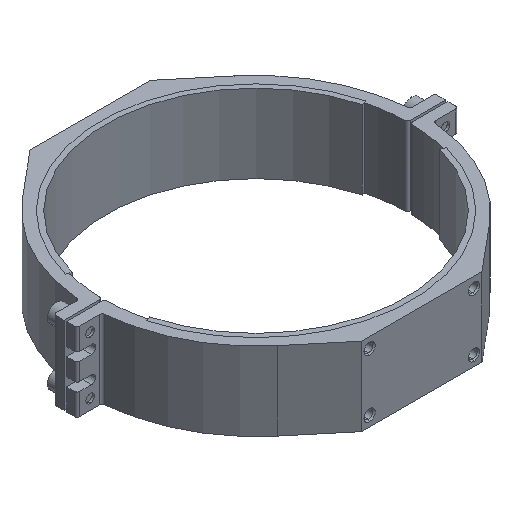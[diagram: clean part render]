
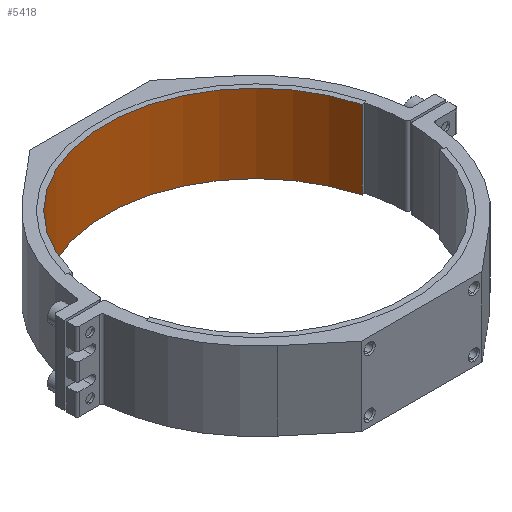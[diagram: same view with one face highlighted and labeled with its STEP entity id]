
A CAD part, isometric view. The second image highlights one B-rep face of the part: STEP entity #5418.
In plain terms, the highlighted cylindrical face has radius 57.5 mm (diameter 115 mm), a partial arc.
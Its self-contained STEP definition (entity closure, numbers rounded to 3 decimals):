
#202 = DIRECTION ( 'NONE',  ( 0., 0., 1. ) ) ;
#846 = DIRECTION ( 'NONE',  ( 0., 0., 1. ) ) ;
#892 = ORIENTED_EDGE ( 'NONE', *, *, #6189, .F. ) ;
#972 = ORIENTED_EDGE ( 'NONE', *, *, #6291, .T. ) ;
#1353 = ORIENTED_EDGE ( 'NONE', *, *, #2578, .F. ) ;
#1458 = CARTESIAN_POINT ( 'NONE',  ( 0., 0., 30. ) ) ;
#1653 = AXIS2_PLACEMENT_3D ( 'NONE', #1458, #202, #6203 ) ;
#1819 = CARTESIAN_POINT ( 'NONE',  ( 0., 0., 0. ) ) ;
#1927 = CARTESIAN_POINT ( 'NONE',  ( -55.541, 14.882, 30. ) ) ;
#1932 = EDGE_CURVE ( 'NONE', #6498, #5493, #5404, .T. ) ;
#1933 = VECTOR ( 'NONE', #7210, 1000. ) ;
#2578 = EDGE_CURVE ( 'NONE', #2659, #6394, #3194, .T. ) ;
#2659 = VERTEX_POINT ( 'NONE', #6330 ) ;
#2669 = AXIS2_PLACEMENT_3D ( 'NONE', #3784, #3197, #6685 ) ;
#2690 = ORIENTED_EDGE ( 'NONE', *, *, #1932, .T. ) ;
#3194 = LINE ( 'NONE', #4401, #3352 ) ;
#3197 = DIRECTION ( 'NONE',  ( 0., 0., -1. ) ) ;
#3352 = VECTOR ( 'NONE', #846, 1000. ) ;
#3494 = CARTESIAN_POINT ( 'NONE',  ( 55.541, 14.882, 0. ) ) ;
#3784 = CARTESIAN_POINT ( 'NONE',  ( 0., 0., 30. ) ) ;
#3993 = EDGE_LOOP ( 'NONE', ( #1353, #892, #2690, #972 ) ) ;
#4201 = DIRECTION ( 'NONE',  ( 1., 0., 0. ) ) ;
#4279 = DIRECTION ( 'NONE',  ( 0., 0., 1. ) ) ;
#4401 = CARTESIAN_POINT ( 'NONE',  ( -55.541, 14.882, 0. ) ) ;
#5023 = AXIS2_PLACEMENT_3D ( 'NONE', #1819, #4279, #4201 ) ;
#5404 = LINE ( 'NONE', #3494, #1933 ) ;
#5418 = ADVANCED_FACE ( 'NONE', ( #7386 ), #7305, .F. ) ;
#5493 = VERTEX_POINT ( 'NONE', #5739 ) ;
#5739 = CARTESIAN_POINT ( 'NONE',  ( 55.541, 14.882, 30. ) ) ;
#5903 = CIRCLE ( 'NONE', #1653, 57.5 ) ;
#6189 = EDGE_CURVE ( 'NONE', #6498, #2659, #6657, .T. ) ;
#6203 = DIRECTION ( 'NONE',  ( 1., 0., 0. ) ) ;
#6291 = EDGE_CURVE ( 'NONE', #5493, #6394, #5903, .T. ) ;
#6330 = CARTESIAN_POINT ( 'NONE',  ( -55.541, 14.882, 0. ) ) ;
#6394 = VERTEX_POINT ( 'NONE', #1927 ) ;
#6396 = CARTESIAN_POINT ( 'NONE',  ( 55.541, 14.882, 0. ) ) ;
#6498 = VERTEX_POINT ( 'NONE', #6396 ) ;
#6657 = CIRCLE ( 'NONE', #5023, 57.5 ) ;
#6685 = DIRECTION ( 'NONE',  ( -1., 0., 0. ) ) ;
#7210 = DIRECTION ( 'NONE',  ( 0., 0., 1. ) ) ;
#7305 = CYLINDRICAL_SURFACE ( 'NONE', #2669, 57.5 ) ;
#7386 = FACE_OUTER_BOUND ( 'NONE', #3993, .T. ) ;
